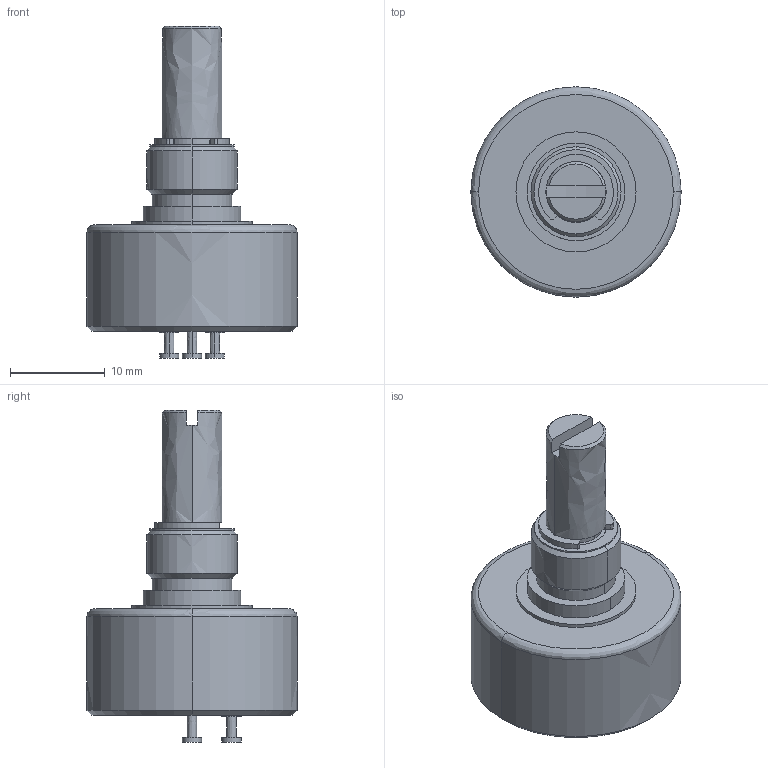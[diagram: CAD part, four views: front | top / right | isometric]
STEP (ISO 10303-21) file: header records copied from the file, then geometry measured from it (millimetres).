
FILE_DESCRIPTION((''),'2;1');
FILE_NAME('6639S-474','2007-05-02T',('RICKB'),('Bourns, Inc.'),'PRO/ENGINEER BY PARAMETRIC TECHNOLOGY CORPORATION, 2001200','PRO/ENGINEER BY PARAMETRIC TECHNOLOGY CORPORATION, 2001200','');
FILE_SCHEMA(('AUTOMOTIVE_DESIGN_CC2 { 1 2 10303 214 -1 1 5 2 }'));
Length unit declared in the file: inch
Products named in the file (1): 6639S-474
Bounding box: 22.23 x 22.23 x 35.1 mm (x, y, z)
Volume: 5256.8 mm3; surface area: 2329.9 mm2
Topology: 1 solids, 1 shells, 135 faces, 341 edges, 220 vertices
Faces by surface type: bspline 135
Entity records: 8026 total; most frequent: CARTESIAN_POINT 3033, ORIENTED_EDGE 682, DIRECTION 489, PRESENTATION_STYLE_ASSIGNMENT 428, STYLED_ITEM 342, CURVE_STYLE 341, EDGE_CURVE 341, VERTEX_POINT 220
